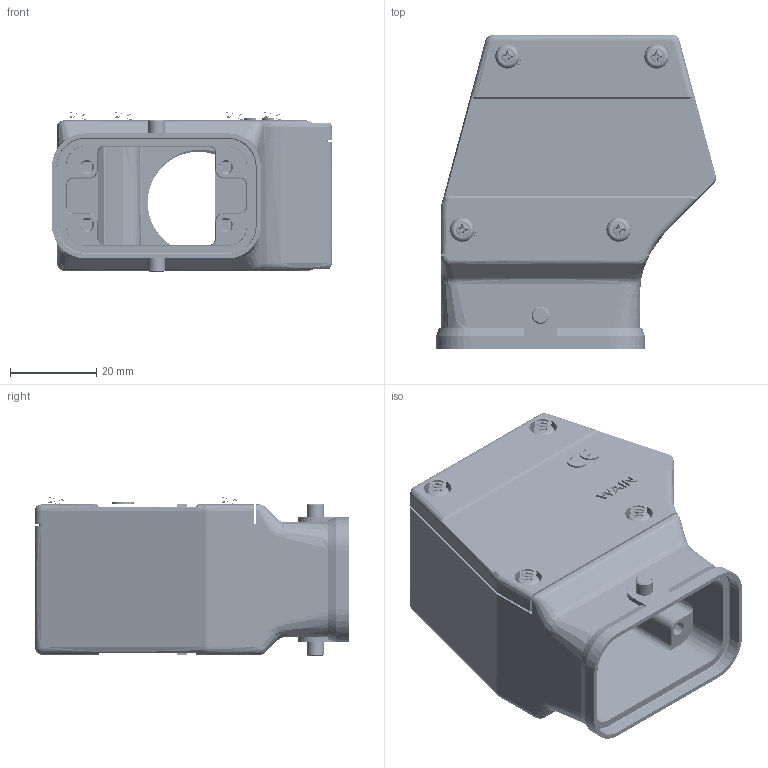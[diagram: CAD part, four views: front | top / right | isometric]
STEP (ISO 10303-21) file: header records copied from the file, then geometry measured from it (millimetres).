
FILE_DESCRIPTION(/* description */ (''),/* implementation_level */ '2;1');
FILE_NAME(/* name */ '3D_1306084105103_EMC.HC-TEHS-2B-M25_V1.0_stp.stp',/* time_stamp */ '2023-11-30T17:28:16+08:00',/* author */ (''),/* organization */ (''),/* preprocessor_version */ 'ST-DEVELOPER v18.1',/* originating_system */ 'SIEMENS PLM Software NX 1980',/* authorisation */ '');
FILE_SCHEMA (('AUTOMOTIVE_DESIGN { 1 0 10303 214 3 1 1 1 }'));
Products named in the file (1): 13911D3034CDx5qt
Bounding box: 64.99 x 73 x 37.2 mm (x, y, z)
Surface area: 31725.8 mm2 (no closed solid volume)
Topology: 0 solids, 1252 shells, 1252 faces, 7131 edges, 7189 vertices
Faces by surface type: bspline 705, plane 465, torus 50, sphere 27, cylinder 5
Entity records: 149293 total; most frequent: CARTESIAN_POINT 99735, ORIENTED_EDGE 7019, VERTEX_POINT 7019, EDGE_CURVE 7019, B_SPLINE_CURVE_WITH_KNOTS 5507, DIRECTION 2625, LINE 1487, VECTOR 1487
